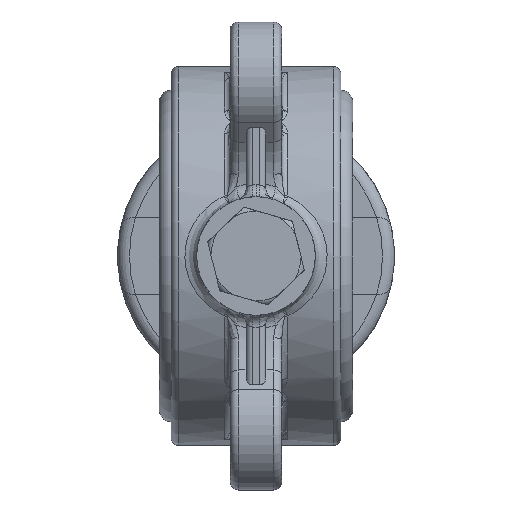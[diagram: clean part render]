
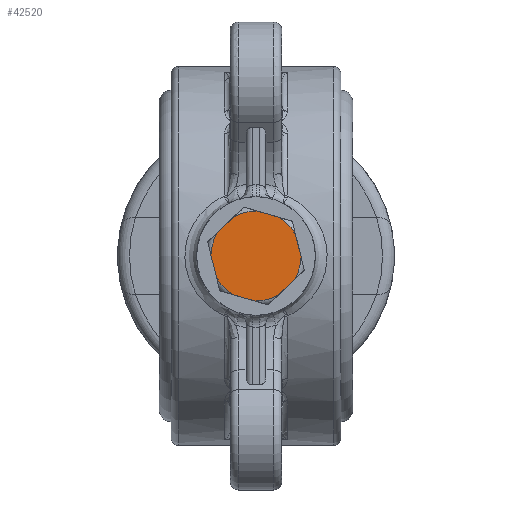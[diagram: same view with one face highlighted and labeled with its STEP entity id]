
A CAD part, front view. The second image highlights one B-rep face of the part: STEP entity #42520.
In plain terms, the highlighted planar face has unit normal (0, -1, 0).
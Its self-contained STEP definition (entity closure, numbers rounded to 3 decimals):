
#4087 = CARTESIAN_POINT ( 'NONE',  ( -5.913, -69., -9.738 ) ) ;
#4192 = DIRECTION ( 'NONE',  ( 0., -1., 0. ) ) ;
#7213 = DIRECTION ( 'NONE',  ( 0.692, 0., -0.722 ) ) ;
#7248 = ORIENTED_EDGE ( 'NONE', *, *, #19336, .T. ) ;
#7973 = LINE ( 'NONE', #83212, #40587 ) ;
#8197 = VECTOR ( 'NONE', #37113, 1000. ) ;
#9657 = VECTOR ( 'NONE', #48023, 1000. ) ;
#10829 = LINE ( 'NONE', #38465, #8197 ) ;
#11546 = CARTESIAN_POINT ( 'NONE',  ( -0.217, -69., -11.391 ) ) ;
#11725 = LINE ( 'NONE', #13094, #52112 ) ;
#12775 = AXIS2_PLACEMENT_3D ( 'NONE', #21567, #44945, #44026 ) ;
#13094 = CARTESIAN_POINT ( 'NONE',  ( 3.034, -69., -12.334 ) ) ;
#14030 = LINE ( 'NONE', #55737, #15008 ) ;
#15008 = VECTOR ( 'NONE', #41177, 1000. ) ;
#15084 = CARTESIAN_POINT ( 'NONE',  ( 0., -69., 0. ) ) ;
#16697 = EDGE_CURVE ( 'NONE', #39764, #63432, #74203, .T. ) ;
#16925 = CARTESIAN_POINT ( 'NONE',  ( 0.217, -69., 11.391 ) ) ;
#19336 = EDGE_CURVE ( 'NONE', #26922, #46488, #60547, .T. ) ;
#20397 = CARTESIAN_POINT ( 'NONE',  ( -12.199, -69., 3.539 ) ) ;
#20861 = VERTEX_POINT ( 'NONE', #54334 ) ;
#21087 = DIRECTION ( 'NONE',  ( -0.96, 0., 0.279 ) ) ;
#21282 = ORIENTED_EDGE ( 'NONE', *, *, #36726, .T. ) ;
#21567 = CARTESIAN_POINT ( 'NONE',  ( 0., -69., 0. ) ) ;
#23194 = ORIENTED_EDGE ( 'NONE', *, *, #57920, .T. ) ;
#26922 = VERTEX_POINT ( 'NONE', #11546 ) ;
#27338 = VERTEX_POINT ( 'NONE', #71569 ) ;
#28645 = VERTEX_POINT ( 'NONE', #57242 ) ;
#29154 = VERTEX_POINT ( 'NONE', #4087 ) ;
#30451 = CARTESIAN_POINT ( 'NONE',  ( -11.39, -69., 0.252 ) ) ;
#31359 = VERTEX_POINT ( 'NONE', #38079 ) ;
#32885 = CIRCLE ( 'NONE', #83554, 11.393 ) ;
#33216 = CARTESIAN_POINT ( 'NONE',  ( 0., -69., 0. ) ) ;
#33821 = DIRECTION ( 'NONE',  ( 0.692, 0., -0.722 ) ) ;
#34535 = CARTESIAN_POINT ( 'NONE',  ( 0., -69., 0. ) ) ;
#35594 = DIRECTION ( 'NONE',  ( -0.722, 0., -0.692 ) ) ;
#35977 = EDGE_LOOP ( 'NONE', ( #85697, #44992, #84573, #59597, #76943, #49400, #23194, #71528, #83460, #89638, #21282, #7248 ) ) ;
#36706 = CARTESIAN_POINT ( 'NONE',  ( 5.913, -69., 9.738 ) ) ;
#36726 = EDGE_CURVE ( 'NONE', #29154, #26922, #10829, .T. ) ;
#37113 = DIRECTION ( 'NONE',  ( 0.96, 0., -0.279 ) ) ;
#38079 = CARTESIAN_POINT ( 'NONE',  ( 9.756, -69., -5.883 ) ) ;
#38181 = DIRECTION ( 'NONE',  ( 0.692, 0., -0.722 ) ) ;
#38465 = CARTESIAN_POINT ( 'NONE',  ( -9.164, -69., -8.795 ) ) ;
#38926 = DIRECTION ( 'NONE',  ( 0.692, 0., -0.722 ) ) ;
#39764 = VERTEX_POINT ( 'NONE', #16925 ) ;
#40291 = AXIS2_PLACEMENT_3D ( 'NONE', #46777, #62974, #7213 ) ;
#40364 = CIRCLE ( 'NONE', #70845, 11.393 ) ;
#40587 = VECTOR ( 'NONE', #35594, 1000. ) ;
#41177 = DIRECTION ( 'NONE',  ( -0.239, 0., 0.971 ) ) ;
#42520 = ADVANCED_FACE ( 'NONE', ( #56196 ), #76577, .T. ) ;
#44026 = DIRECTION ( 'NONE',  ( 0.692, 0., -0.722 ) ) ;
#44126 = EDGE_CURVE ( 'NONE', #46488, #31359, #11725, .T. ) ;
#44945 = DIRECTION ( 'NONE',  ( 0., -1., 0. ) ) ;
#44992 = ORIENTED_EDGE ( 'NONE', *, *, #61168, .T. ) ;
#46170 = DIRECTION ( 'NONE',  ( 0., -1., 0. ) ) ;
#46488 = VERTEX_POINT ( 'NONE', #53416 ) ;
#46777 = CARTESIAN_POINT ( 'NONE',  ( 9.164, -69., 8.795 ) ) ;
#47470 = CARTESIAN_POINT ( 'NONE',  ( 0., -69., 0. ) ) ;
#48023 = DIRECTION ( 'NONE',  ( 0.239, 0., -0.971 ) ) ;
#49400 = ORIENTED_EDGE ( 'NONE', *, *, #16697, .T. ) ;
#51184 = VERTEX_POINT ( 'NONE', #30451 ) ;
#52112 = VECTOR ( 'NONE', #88322, 1000. ) ;
#52270 = CARTESIAN_POINT ( 'NONE',  ( 0., -69., 0. ) ) ;
#53416 = CARTESIAN_POINT ( 'NONE',  ( 5.477, -69., -9.99 ) ) ;
#54053 = DIRECTION ( 'NONE',  ( 0., -1., 0. ) ) ;
#54334 = CARTESIAN_POINT ( 'NONE',  ( -9.973, -69., -5.507 ) ) ;
#54562 = CIRCLE ( 'NONE', #58946, 11.393 ) ;
#55427 = VERTEX_POINT ( 'NONE', #36706 ) ;
#55737 = CARTESIAN_POINT ( 'NONE',  ( 12.199, -69., -3.539 ) ) ;
#56196 = FACE_OUTER_BOUND ( 'NONE', #35977, .T. ) ;
#56823 = AXIS2_PLACEMENT_3D ( 'NONE', #33216, #54053, #88507 ) ;
#57242 = CARTESIAN_POINT ( 'NONE',  ( 11.39, -69., -0.252 ) ) ;
#57920 = EDGE_CURVE ( 'NONE', #63432, #27338, #7973, .T. ) ;
#58946 = AXIS2_PLACEMENT_3D ( 'NONE', #52270, #4192, #38181 ) ;
#59224 = EDGE_CURVE ( 'NONE', #55427, #39764, #64545, .T. ) ;
#59597 = ORIENTED_EDGE ( 'NONE', *, *, #85032, .T. ) ;
#60547 = CIRCLE ( 'NONE', #12775, 11.393 ) ;
#61102 = CARTESIAN_POINT ( 'NONE',  ( 9.973, -69., 5.507 ) ) ;
#61168 = EDGE_CURVE ( 'NONE', #31359, #28645, #72908, .T. ) ;
#61231 = VERTEX_POINT ( 'NONE', #61102 ) ;
#62556 = LINE ( 'NONE', #20397, #9657 ) ;
#62704 = DIRECTION ( 'NONE',  ( 0.692, 0., -0.722 ) ) ;
#62974 = DIRECTION ( 'NONE',  ( 0., -1., 0. ) ) ;
#63432 = VERTEX_POINT ( 'NONE', #76017 ) ;
#64545 = LINE ( 'NONE', #76382, #75596 ) ;
#70845 = AXIS2_PLACEMENT_3D ( 'NONE', #47470, #75139, #33821 ) ;
#71528 = ORIENTED_EDGE ( 'NONE', *, *, #88482, .T. ) ;
#71569 = CARTESIAN_POINT ( 'NONE',  ( -9.756, -69., 5.883 ) ) ;
#72908 = CIRCLE ( 'NONE', #74311, 11.393 ) ;
#74203 = CIRCLE ( 'NONE', #56823, 11.393 ) ;
#74311 = AXIS2_PLACEMENT_3D ( 'NONE', #34535, #46170, #38926 ) ;
#74804 = EDGE_CURVE ( 'NONE', #28645, #61231, #14030, .T. ) ;
#75139 = DIRECTION ( 'NONE',  ( 0., -1., 0. ) ) ;
#75596 = VECTOR ( 'NONE', #21087, 1000. ) ;
#76017 = CARTESIAN_POINT ( 'NONE',  ( -5.477, -69., 9.99 ) ) ;
#76382 = CARTESIAN_POINT ( 'NONE',  ( 9.164, -69., 8.795 ) ) ;
#76577 = PLANE ( 'NONE',  #40291 ) ;
#76943 = ORIENTED_EDGE ( 'NONE', *, *, #59224, .T. ) ;
#79221 = EDGE_CURVE ( 'NONE', #20861, #29154, #32885, .T. ) ;
#83212 = CARTESIAN_POINT ( 'NONE',  ( -3.034, -69., 12.334 ) ) ;
#83460 = ORIENTED_EDGE ( 'NONE', *, *, #85362, .T. ) ;
#83512 = DIRECTION ( 'NONE',  ( 0., -1., 0. ) ) ;
#83554 = AXIS2_PLACEMENT_3D ( 'NONE', #15084, #83512, #62704 ) ;
#84573 = ORIENTED_EDGE ( 'NONE', *, *, #74804, .T. ) ;
#85032 = EDGE_CURVE ( 'NONE', #61231, #55427, #54562, .T. ) ;
#85362 = EDGE_CURVE ( 'NONE', #51184, #20861, #62556, .T. ) ;
#85697 = ORIENTED_EDGE ( 'NONE', *, *, #44126, .T. ) ;
#88322 = DIRECTION ( 'NONE',  ( 0.722, 0., 0.692 ) ) ;
#88482 = EDGE_CURVE ( 'NONE', #27338, #51184, #40364, .T. ) ;
#88507 = DIRECTION ( 'NONE',  ( 0.692, 0., -0.722 ) ) ;
#89638 = ORIENTED_EDGE ( 'NONE', *, *, #79221, .T. ) ;
